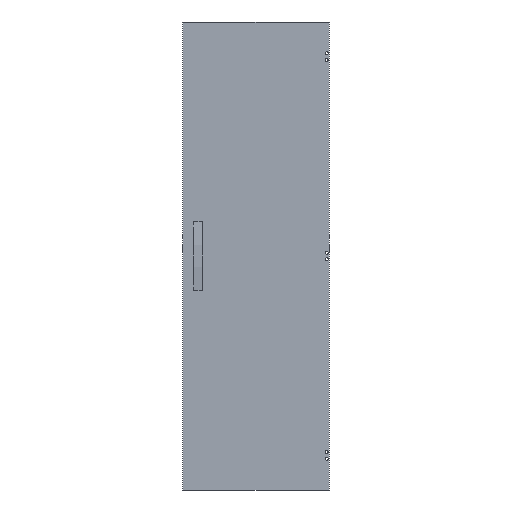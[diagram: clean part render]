
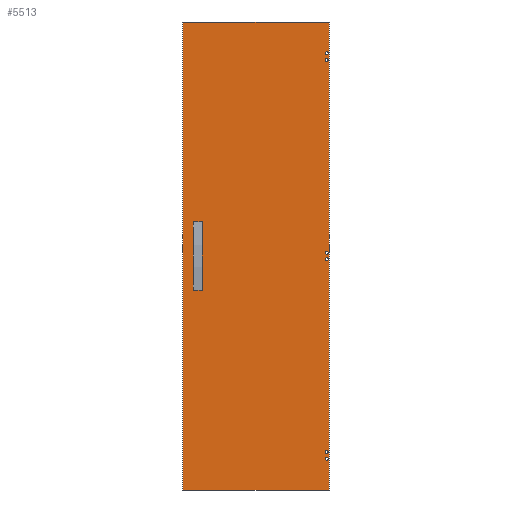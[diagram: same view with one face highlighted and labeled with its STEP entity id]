
A CAD part, front view. The second image highlights one B-rep face of the part: STEP entity #5513.
In plain terms, the highlighted planar face has unit normal (0, -1, 0).
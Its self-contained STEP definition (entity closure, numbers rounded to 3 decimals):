
#23 = CARTESIAN_POINT ( 'NONE',  ( 279.5, -1.5, 0. ) ) ;
#28 = CARTESIAN_POINT ( 'NONE',  ( 275., -1.5, -747.5 ) ) ;
#101 = ORIENTED_EDGE ( 'NONE', *, *, #14418, .T. ) ;
#327 = VECTOR ( 'NONE', #9293, 1000. ) ;
#382 = DIRECTION ( 'NONE',  ( 1., 0., 0. ) ) ;
#678 = VERTEX_POINT ( 'NONE', #3873 ) ;
#759 = AXIS2_PLACEMENT_3D ( 'NONE', #9183, #3747, #2350 ) ;
#775 = DIRECTION ( 'NONE',  ( 0., 0., -1. ) ) ;
#895 = DIRECTION ( 'NONE',  ( 0., 1., 0. ) ) ;
#1346 = DIRECTION ( 'NONE',  ( 0., 1., 0. ) ) ;
#1435 = AXIS2_PLACEMENT_3D ( 'NONE', #5665, #13451, #9031 ) ;
#1686 = EDGE_LOOP ( 'NONE', ( #10841 ) ) ;
#1937 = VERTEX_POINT ( 'NONE', #13128 ) ;
#2003 = VERTEX_POINT ( 'NONE', #13049 ) ;
#2072 = PLANE ( 'NONE',  #14113 ) ;
#2191 = EDGE_LOOP ( 'NONE', ( #6315, #12488, #5158, #10063 ) ) ;
#2299 = VERTEX_POINT ( 'NONE', #8433 ) ;
#2347 = EDGE_CURVE ( 'NONE', #7022, #2299, #6163, .T. ) ;
#2350 = DIRECTION ( 'NONE',  ( 1., 0., 0. ) ) ;
#2375 = ORIENTED_EDGE ( 'NONE', *, *, #5616, .T. ) ;
#2825 = FACE_BOUND ( 'NONE', #6087, .T. ) ;
#3093 = ORIENTED_EDGE ( 'NONE', *, *, #10516, .T. ) ;
#3126 = VERTEX_POINT ( 'NONE', #6522 ) ;
#3267 = ORIENTED_EDGE ( 'NONE', *, *, #4885, .T. ) ;
#3747 = DIRECTION ( 'NONE',  ( 0., 1., 0. ) ) ;
#3771 = CARTESIAN_POINT ( 'NONE',  ( 0., -1.5, -892. ) ) ;
#3842 = ORIENTED_EDGE ( 'NONE', *, *, #5779, .T. ) ;
#3873 = CARTESIAN_POINT ( 'NONE',  ( 275., -1.5, 747.5 ) ) ;
#4007 = FACE_OUTER_BOUND ( 'NONE', #2191, .T. ) ;
#4236 = CARTESIAN_POINT ( 'NONE',  ( -279.5, -1.5, 892. ) ) ;
#4321 = DIRECTION ( 'NONE',  ( 1., 0., 0. ) ) ;
#4885 = EDGE_CURVE ( 'NONE', #678, #678, #7799, .T. ) ;
#5158 = ORIENTED_EDGE ( 'NONE', *, *, #11976, .T. ) ;
#5513 = ADVANCED_FACE ( 'NONE', ( #4007, #9438, #8409, #13924, #2825, #14505, #9951 ), #2072, .F. ) ;
#5616 = EDGE_CURVE ( 'NONE', #1937, #1937, #12000, .T. ) ;
#5665 = CARTESIAN_POINT ( 'NONE',  ( 269.5, -1.5, 747.5 ) ) ;
#5704 = DIRECTION ( 'NONE',  ( 0., 1., 0. ) ) ;
#5779 = EDGE_CURVE ( 'NONE', #3126, #3126, #12487, .T. ) ;
#5924 = VERTEX_POINT ( 'NONE', #28 ) ;
#6087 = EDGE_LOOP ( 'NONE', ( #2375 ) ) ;
#6163 = LINE ( 'NONE', #14093, #11635 ) ;
#6194 = AXIS2_PLACEMENT_3D ( 'NONE', #12606, #1346, #13560 ) ;
#6315 = ORIENTED_EDGE ( 'NONE', *, *, #2347, .T. ) ;
#6357 = CIRCLE ( 'NONE', #14102, 5.5 ) ;
#6522 = CARTESIAN_POINT ( 'NONE',  ( 275., -1.5, 772.5 ) ) ;
#6598 = CARTESIAN_POINT ( 'NONE',  ( 0., -1.5, 892. ) ) ;
#6613 = AXIS2_PLACEMENT_3D ( 'NONE', #7746, #895, #7455 ) ;
#6960 = LINE ( 'NONE', #3771, #327 ) ;
#7022 = VERTEX_POINT ( 'NONE', #4236 ) ;
#7164 = CARTESIAN_POINT ( 'NONE',  ( 279.5, -1.5, -892. ) ) ;
#7195 = EDGE_LOOP ( 'NONE', ( #101 ) ) ;
#7235 = EDGE_LOOP ( 'NONE', ( #3842 ) ) ;
#7455 = DIRECTION ( 'NONE',  ( 1., 0., 0. ) ) ;
#7678 = EDGE_CURVE ( 'NONE', #5924, #5924, #9475, .T. ) ;
#7746 = CARTESIAN_POINT ( 'NONE',  ( 269.5, -1.5, -12.5 ) ) ;
#7786 = AXIS2_PLACEMENT_3D ( 'NONE', #9290, #5704, #9072 ) ;
#7799 = CIRCLE ( 'NONE', #1435, 5.5 ) ;
#8409 = FACE_BOUND ( 'NONE', #7235, .T. ) ;
#8432 = DIRECTION ( 'NONE',  ( 0., 0., 1. ) ) ;
#8433 = CARTESIAN_POINT ( 'NONE',  ( -279.5, -1.5, -892. ) ) ;
#8481 = CARTESIAN_POINT ( 'NONE',  ( 269.5, -1.5, 12.5 ) ) ;
#8543 = EDGE_CURVE ( 'NONE', #14103, #2299, #6960, .T. ) ;
#8773 = LINE ( 'NONE', #23, #11036 ) ;
#8864 = CARTESIAN_POINT ( 'NONE',  ( 279.5, -1.5, 892. ) ) ;
#9031 = DIRECTION ( 'NONE',  ( 1., 0., 0. ) ) ;
#9072 = DIRECTION ( 'NONE',  ( 1., 0., 0. ) ) ;
#9183 = CARTESIAN_POINT ( 'NONE',  ( 269.5, -1.5, -772.5 ) ) ;
#9290 = CARTESIAN_POINT ( 'NONE',  ( 269.5, -1.5, 772.5 ) ) ;
#9293 = DIRECTION ( 'NONE',  ( -1., 0., 0. ) ) ;
#9418 = EDGE_LOOP ( 'NONE', ( #3093 ) ) ;
#9438 = FACE_BOUND ( 'NONE', #11205, .T. ) ;
#9475 = CIRCLE ( 'NONE', #6194, 5.5 ) ;
#9801 = DIRECTION ( 'NONE',  ( 0., 1., 0. ) ) ;
#9891 = LINE ( 'NONE', #6598, #13276 ) ;
#9951 = FACE_BOUND ( 'NONE', #7195, .T. ) ;
#10063 = ORIENTED_EDGE ( 'NONE', *, *, #10256, .F. ) ;
#10189 = VERTEX_POINT ( 'NONE', #8864 ) ;
#10256 = EDGE_CURVE ( 'NONE', #7022, #10189, #9891, .T. ) ;
#10516 = EDGE_CURVE ( 'NONE', #2003, #2003, #6357, .T. ) ;
#10841 = ORIENTED_EDGE ( 'NONE', *, *, #7678, .T. ) ;
#11036 = VECTOR ( 'NONE', #8432, 1000. ) ;
#11205 = EDGE_LOOP ( 'NONE', ( #3267 ) ) ;
#11635 = VECTOR ( 'NONE', #775, 1000. ) ;
#11976 = EDGE_CURVE ( 'NONE', #14103, #10189, #8773, .T. ) ;
#12000 = CIRCLE ( 'NONE', #6613, 5.5 ) ;
#12487 = CIRCLE ( 'NONE', #7786, 5.5 ) ;
#12488 = ORIENTED_EDGE ( 'NONE', *, *, #8543, .F. ) ;
#12520 = CIRCLE ( 'NONE', #759, 5.5 ) ;
#12606 = CARTESIAN_POINT ( 'NONE',  ( 269.5, -1.5, -747.5 ) ) ;
#12945 = CARTESIAN_POINT ( 'NONE',  ( 275., -1.5, -772.5 ) ) ;
#12974 = DIRECTION ( 'NONE',  ( 0., 1., 0. ) ) ;
#13049 = CARTESIAN_POINT ( 'NONE',  ( 275., -1.5, 12.5 ) ) ;
#13115 = DIRECTION ( 'NONE',  ( 1., 0., 0. ) ) ;
#13128 = CARTESIAN_POINT ( 'NONE',  ( 275., -1.5, -12.5 ) ) ;
#13276 = VECTOR ( 'NONE', #4321, 1000. ) ;
#13410 = CARTESIAN_POINT ( 'NONE',  ( 0., -1.5, 0. ) ) ;
#13451 = DIRECTION ( 'NONE',  ( 0., 1., 0. ) ) ;
#13560 = DIRECTION ( 'NONE',  ( 1., 0., 0. ) ) ;
#13896 = VERTEX_POINT ( 'NONE', #12945 ) ;
#13924 = FACE_BOUND ( 'NONE', #9418, .T. ) ;
#14093 = CARTESIAN_POINT ( 'NONE',  ( -279.5, -1.5, 0. ) ) ;
#14102 = AXIS2_PLACEMENT_3D ( 'NONE', #8481, #12974, #382 ) ;
#14103 = VERTEX_POINT ( 'NONE', #7164 ) ;
#14113 = AXIS2_PLACEMENT_3D ( 'NONE', #13410, #9801, #13115 ) ;
#14418 = EDGE_CURVE ( 'NONE', #13896, #13896, #12520, .T. ) ;
#14505 = FACE_BOUND ( 'NONE', #1686, .T. ) ;
